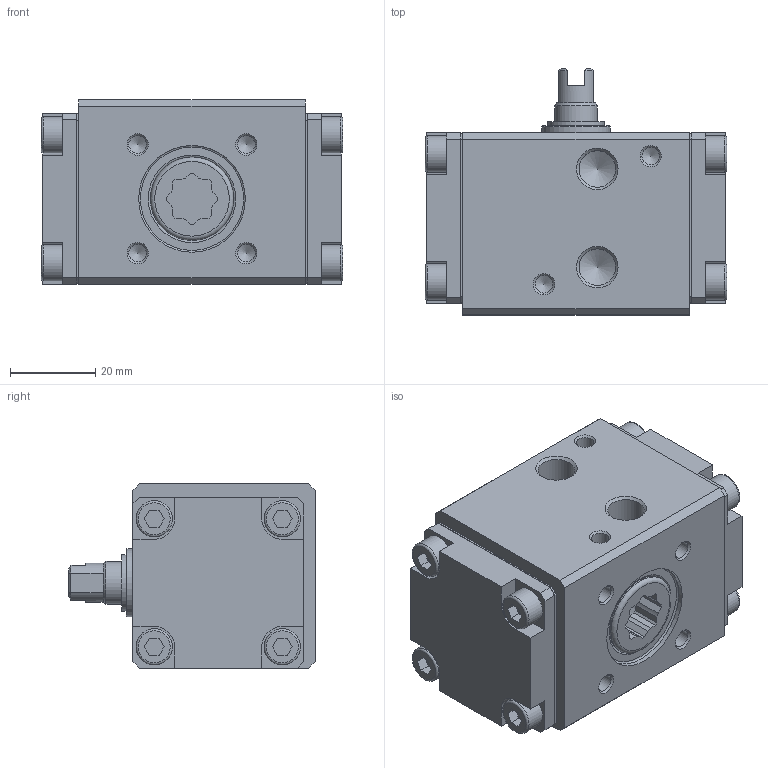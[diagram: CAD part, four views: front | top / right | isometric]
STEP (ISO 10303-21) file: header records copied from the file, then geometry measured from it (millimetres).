
FILE_DESCRIPTION(/* description */ ('Unknown'),/* implementation_level */ '2;1');
FILE_NAME(/* name */ 'DA01',/* time_stamp */ '2022-08-11T12:37:42+02:00',/* author */ ('Unknown'),/* organization */ ('Unknown'),/* preprocessor_version */ 'ST-DEVELOPER v16.7',/* originating_system */ 'Solid Edge',/* authorisation */ 'Unknown');
FILE_SCHEMA (('AUTOMOTIVE_DESIGN {1 0 10303 214 3 1 1}'));
Length unit declared in the file: millimetre
Products named in the file (2): DA_ 8; _DA008401S_new
Assembly tree (1 placements, depth 2):
  DA_ 8
    _DA008401S_new
Bounding box: 70.6 x 57.7 x 43.2 mm (x, y, z)
Volume: 120170.7 mm3; surface area: 19628.8 mm2
Topology: 1 solids, 1 shells, 271 faces, 692 edges, 449 vertices
Faces by surface type: plane 182, cylinder 45, cone 33, torus 11
Full cylindrical faces by diameter (mm): 4.134 x10, 4.917 x1, 8.5 x8, 8.566 x2, 10 x1, 12.6 x1, 13.2 x1, 16 x1, 19.5 x1, 25 x1
Entity records: 9530 total; most frequent: CARTESIAN_POINT 1354, DIRECTION 1258, ORIENTED_EDGE 1198, EDGE_CURVE 599, LINE 454, VECTOR 454, VERTEX_POINT 434, AXIS2_PLACEMENT_3D 402
